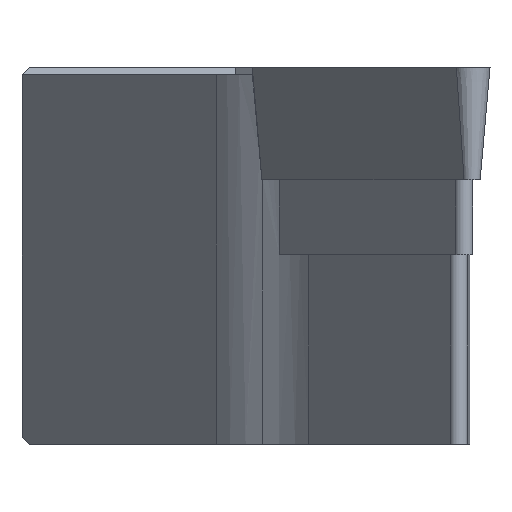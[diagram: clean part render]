
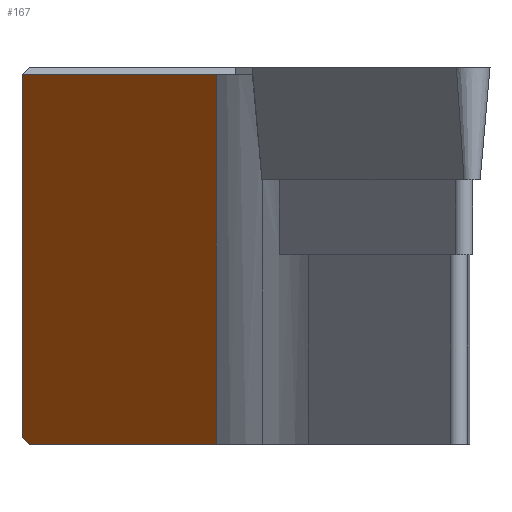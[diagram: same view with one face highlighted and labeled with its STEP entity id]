
A CAD part, left-side view. The second image highlights one B-rep face of the part: STEP entity #167.
In plain terms, the highlighted planar face has unit normal (-0.616, 0.788, 0).
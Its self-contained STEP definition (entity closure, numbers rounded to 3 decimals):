
#167=ADVANCED_FACE('',(#251),#207,.F.);
#207=PLANE('',#950);
#251=FACE_OUTER_BOUND('',#298,.T.);
#298=EDGE_LOOP('',(#462,#463,#464,#465,#466));
#462=ORIENTED_EDGE('',*,*,#682,.F.);
#463=ORIENTED_EDGE('',*,*,#650,.F.);
#464=ORIENTED_EDGE('',*,*,#657,.F.);
#465=ORIENTED_EDGE('',*,*,#646,.T.);
#466=ORIENTED_EDGE('',*,*,#629,.F.);
#557=VERTEX_POINT('',#1246);
#558=VERTEX_POINT('',#1248);
#570=VERTEX_POINT('',#1281);
#571=VERTEX_POINT('',#1286);
#573=VERTEX_POINT('',#1289);
#629=EDGE_CURVE('',#557,#558,#738,.T.);
#646=EDGE_CURVE('',#570,#558,#744,.T.);
#650=EDGE_CURVE('',#571,#573,#746,.T.);
#657=EDGE_CURVE('',#570,#571,#753,.T.);
#682=EDGE_CURVE('',#573,#557,#776,.T.);
#738=LINE('',#1247,#826);
#744=LINE('',#1280,#832);
#746=LINE('',#1288,#834);
#753=LINE('',#1303,#841);
#776=LINE('',#1350,#864);
#826=VECTOR('',#1003,1.);
#832=VECTOR('',#1039,1.);
#834=VECTOR('',#1047,1.);
#841=VECTOR('',#1058,1.);
#864=VECTOR('',#1101,1.);
#950=AXIS2_PLACEMENT_3D('',#1375,#1139,#1140);
#1003=DIRECTION('',(-0.788,-0.616,0.));
#1039=DIRECTION('',(0.,0.,1.));
#1047=DIRECTION('',(0.671,0.524,0.524));
#1058=DIRECTION('',(0.788,0.616,0.));
#1101=DIRECTION('',(0.,0.,1.));
#1139=DIRECTION('',(0.616,-0.788,0.));
#1140=DIRECTION('',(0.788,0.616,0.));
#1246=CARTESIAN_POINT('',(25.599,0.,-0.3));
#1247=CARTESIAN_POINT('',(15.041,-8.248,-0.3));
#1248=CARTESIAN_POINT('',(15.041,-8.248,-0.3));
#1280=CARTESIAN_POINT('',(15.041,-8.248,-40.));
#1281=CARTESIAN_POINT('',(15.041,-8.248,-16.));
#1286=CARTESIAN_POINT('',(25.215,-0.3,-16.));
#1288=CARTESIAN_POINT('',(9.394,-12.66,-28.36));
#1289=CARTESIAN_POINT('',(25.599,0.,-15.7));
#1303=CARTESIAN_POINT('',(15.041,-8.248,-16.));
#1350=CARTESIAN_POINT('',(25.599,0.,-40.));
#1375=CARTESIAN_POINT('',(15.041,-8.248,-40.));
